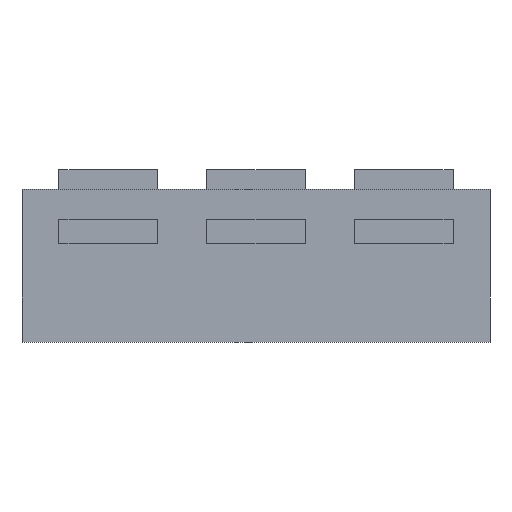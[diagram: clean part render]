
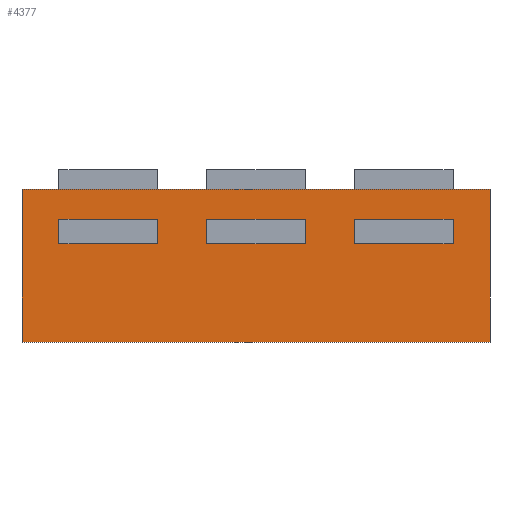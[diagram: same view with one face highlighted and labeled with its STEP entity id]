
A CAD part, front view. The second image highlights one B-rep face of the part: STEP entity #4377.
In plain terms, the highlighted planar face has unit normal (0, -1, 0).
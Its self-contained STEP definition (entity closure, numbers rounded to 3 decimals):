
#32 = VERTEX_POINT ( 'NONE', #6057 ) ;
#45 = ORIENTED_EDGE ( 'NONE', *, *, #3431, .T. ) ;
#58 = CARTESIAN_POINT ( 'NONE',  ( -0.475, -0.525, 0.155 ) ) ;
#79 = VERTEX_POINT ( 'NONE', #5516 ) ;
#119 = EDGE_CURVE ( 'NONE', #32, #2160, #6645, .T. ) ;
#219 = DIRECTION ( 'NONE',  ( 0., 0., 1. ) ) ;
#292 = DIRECTION ( 'NONE',  ( 0., 0., -1. ) ) ;
#505 = CARTESIAN_POINT ( 'NONE',  ( -0.1, -0.525, 0.045 ) ) ;
#522 = FACE_BOUND ( 'NONE', #6439, .T. ) ;
#636 = VECTOR ( 'NONE', #6085, 1000. ) ;
#662 = PLANE ( 'NONE',  #5077 ) ;
#727 = ORIENTED_EDGE ( 'NONE', *, *, #5919, .T. ) ;
#757 = DIRECTION ( 'NONE',  ( 0., 0., -1. ) ) ;
#794 = VERTEX_POINT ( 'NONE', #6447 ) ;
#894 = DIRECTION ( 'NONE',  ( 1., 0., 0. ) ) ;
#942 = CARTESIAN_POINT ( 'NONE',  ( 0.475, -0.525, 0.155 ) ) ;
#954 = CARTESIAN_POINT ( 'NONE',  ( 0.2, -0.525, 0.095 ) ) ;
#1012 = EDGE_CURVE ( 'NONE', #2160, #3094, #1993, .T. ) ;
#1043 = ORIENTED_EDGE ( 'NONE', *, *, #1012, .T. ) ;
#1070 = VERTEX_POINT ( 'NONE', #1547 ) ;
#1131 = EDGE_CURVE ( 'NONE', #2782, #794, #3383, .T. ) ;
#1149 = DIRECTION ( 'NONE',  ( 1., 0., 0. ) ) ;
#1215 = VECTOR ( 'NONE', #219, 1000. ) ;
#1236 = CARTESIAN_POINT ( 'NONE',  ( 0.2, -0.525, 0.045 ) ) ;
#1237 = VERTEX_POINT ( 'NONE', #2128 ) ;
#1281 = LINE ( 'NONE', #3953, #636 ) ;
#1304 = ORIENTED_EDGE ( 'NONE', *, *, #3052, .F. ) ;
#1382 = EDGE_LOOP ( 'NONE', ( #2527, #3825, #1304, #3251 ) ) ;
#1404 = CARTESIAN_POINT ( 'NONE',  ( -0.4, -0.525, 0.045 ) ) ;
#1407 = VECTOR ( 'NONE', #4381, 1000. ) ;
#1457 = CARTESIAN_POINT ( 'NONE',  ( -0.1, -0.525, 0.095 ) ) ;
#1547 = CARTESIAN_POINT ( 'NONE',  ( -0.4, -0.525, 0.095 ) ) ;
#1558 = CARTESIAN_POINT ( 'NONE',  ( -0.475, -0.525, 0.155 ) ) ;
#1582 = EDGE_LOOP ( 'NONE', ( #3407, #2996, #4723, #4371 ) ) ;
#1654 = LINE ( 'NONE', #5745, #2881 ) ;
#1750 = VERTEX_POINT ( 'NONE', #4119 ) ;
#1765 = CARTESIAN_POINT ( 'NONE',  ( -0.1, -0.525, 0.045 ) ) ;
#1980 = EDGE_CURVE ( 'NONE', #3176, #3803, #3836, .T. ) ;
#1993 = LINE ( 'NONE', #1457, #5643 ) ;
#2011 = CARTESIAN_POINT ( 'NONE',  ( -0.2, -0.525, 0.045 ) ) ;
#2034 = VECTOR ( 'NONE', #2189, 1000. ) ;
#2085 = VECTOR ( 'NONE', #6152, 1000. ) ;
#2104 = VECTOR ( 'NONE', #6676, 1000. ) ;
#2117 = CARTESIAN_POINT ( 'NONE',  ( -0.4, -0.525, 0.095 ) ) ;
#2120 = EDGE_CURVE ( 'NONE', #1750, #5095, #1281, .T. ) ;
#2128 = CARTESIAN_POINT ( 'NONE',  ( 0.1, -0.525, 0.045 ) ) ;
#2140 = CARTESIAN_POINT ( 'NONE',  ( -0.475, -0.525, 0.155 ) ) ;
#2160 = VERTEX_POINT ( 'NONE', #2446 ) ;
#2189 = DIRECTION ( 'NONE',  ( 1., 0., 0. ) ) ;
#2224 = VECTOR ( 'NONE', #5385, 1000. ) ;
#2267 = LINE ( 'NONE', #1236, #1215 ) ;
#2385 = LINE ( 'NONE', #1765, #2224 ) ;
#2446 = CARTESIAN_POINT ( 'NONE',  ( -0.1, -0.525, 0.095 ) ) ;
#2527 = ORIENTED_EDGE ( 'NONE', *, *, #2120, .T. ) ;
#2538 = ORIENTED_EDGE ( 'NONE', *, *, #119, .T. ) ;
#2541 = DIRECTION ( 'NONE',  ( 0., 0., 1. ) ) ;
#2681 = ORIENTED_EDGE ( 'NONE', *, *, #1131, .T. ) ;
#2782 = VERTEX_POINT ( 'NONE', #2921 ) ;
#2783 = EDGE_LOOP ( 'NONE', ( #2538, #1043, #6134, #727 ) ) ;
#2881 = VECTOR ( 'NONE', #4207, 1000. ) ;
#2921 = CARTESIAN_POINT ( 'NONE',  ( 0.4, -0.525, 0.045 ) ) ;
#2996 = ORIENTED_EDGE ( 'NONE', *, *, #4385, .T. ) ;
#3052 = EDGE_CURVE ( 'NONE', #5239, #4218, #5457, .T. ) ;
#3094 = VERTEX_POINT ( 'NONE', #4282 ) ;
#3176 = VERTEX_POINT ( 'NONE', #4064 ) ;
#3185 = EDGE_CURVE ( 'NONE', #4218, #5095, #3659, .T. ) ;
#3251 = ORIENTED_EDGE ( 'NONE', *, *, #4997, .T. ) ;
#3359 = VECTOR ( 'NONE', #757, 1000. ) ;
#3383 = LINE ( 'NONE', #4624, #4830 ) ;
#3407 = ORIENTED_EDGE ( 'NONE', *, *, #6552, .T. ) ;
#3431 = EDGE_CURVE ( 'NONE', #794, #79, #2267, .T. ) ;
#3490 = LINE ( 'NONE', #954, #2104 ) ;
#3659 = LINE ( 'NONE', #942, #5036 ) ;
#3662 = ORIENTED_EDGE ( 'NONE', *, *, #6237, .T. ) ;
#3712 = DIRECTION ( 'NONE',  ( 0., 0., 1. ) ) ;
#3760 = FACE_BOUND ( 'NONE', #2783, .T. ) ;
#3771 = EDGE_CURVE ( 'NONE', #79, #5591, #3490, .T. ) ;
#3803 = VERTEX_POINT ( 'NONE', #2011 ) ;
#3825 = ORIENTED_EDGE ( 'NONE', *, *, #3185, .F. ) ;
#3836 = LINE ( 'NONE', #5903, #3359 ) ;
#3890 = CARTESIAN_POINT ( 'NONE',  ( -0.475, -0.525, 0.155 ) ) ;
#3953 = CARTESIAN_POINT ( 'NONE',  ( -0.475, -0.525, -0.155 ) ) ;
#4064 = CARTESIAN_POINT ( 'NONE',  ( -0.2, -0.525, 0.095 ) ) ;
#4119 = CARTESIAN_POINT ( 'NONE',  ( -0.475, -0.525, -0.155 ) ) ;
#4148 = LINE ( 'NONE', #3890, #4704 ) ;
#4155 = DIRECTION ( 'NONE',  ( -1., 0., 0. ) ) ;
#4207 = DIRECTION ( 'NONE',  ( 0., 0., -1. ) ) ;
#4218 = VERTEX_POINT ( 'NONE', #4659 ) ;
#4282 = CARTESIAN_POINT ( 'NONE',  ( 0.1, -0.525, 0.095 ) ) ;
#4301 = VERTEX_POINT ( 'NONE', #1404 ) ;
#4371 = ORIENTED_EDGE ( 'NONE', *, *, #4662, .T. ) ;
#4377 = ADVANCED_FACE ( 'NONE', ( #3760, #4650, #522, #4813 ), #662, .F. ) ;
#4381 = DIRECTION ( 'NONE',  ( 0., 0., -1. ) ) ;
#4385 = EDGE_CURVE ( 'NONE', #1070, #3176, #6612, .T. ) ;
#4584 = DIRECTION ( 'NONE',  ( 0., 0., -1. ) ) ;
#4624 = CARTESIAN_POINT ( 'NONE',  ( 0.2, -0.525, 0.045 ) ) ;
#4650 = FACE_OUTER_BOUND ( 'NONE', #1382, .T. ) ;
#4651 = CARTESIAN_POINT ( 'NONE',  ( -0.4, -0.525, 0.045 ) ) ;
#4659 = CARTESIAN_POINT ( 'NONE',  ( 0.475, -0.525, 0.155 ) ) ;
#4662 = EDGE_CURVE ( 'NONE', #3803, #4301, #5536, .T. ) ;
#4704 = VECTOR ( 'NONE', #292, 1000. ) ;
#4723 = ORIENTED_EDGE ( 'NONE', *, *, #1980, .T. ) ;
#4748 = DIRECTION ( 'NONE',  ( -1., 0., 0. ) ) ;
#4800 = VECTOR ( 'NONE', #2541, 1000. ) ;
#4813 = FACE_BOUND ( 'NONE', #1582, .T. ) ;
#4830 = VECTOR ( 'NONE', #4155, 1000. ) ;
#4997 = EDGE_CURVE ( 'NONE', #5239, #1750, #4148, .T. ) ;
#5036 = VECTOR ( 'NONE', #4584, 1000. ) ;
#5077 = AXIS2_PLACEMENT_3D ( 'NONE', #2140, #5772, #3712 ) ;
#5095 = VERTEX_POINT ( 'NONE', #5550 ) ;
#5215 = VECTOR ( 'NONE', #1149, 1000. ) ;
#5239 = VERTEX_POINT ( 'NONE', #1558 ) ;
#5295 = EDGE_CURVE ( 'NONE', #3094, #1237, #1654, .T. ) ;
#5328 = CARTESIAN_POINT ( 'NONE',  ( -0.4, -0.525, 0.045 ) ) ;
#5385 = DIRECTION ( 'NONE',  ( -1., 0., 0. ) ) ;
#5457 = LINE ( 'NONE', #58, #2034 ) ;
#5516 = CARTESIAN_POINT ( 'NONE',  ( 0.2, -0.525, 0.095 ) ) ;
#5536 = LINE ( 'NONE', #5328, #6449 ) ;
#5544 = LINE ( 'NONE', #5987, #1407 ) ;
#5550 = CARTESIAN_POINT ( 'NONE',  ( 0.475, -0.525, -0.155 ) ) ;
#5591 = VERTEX_POINT ( 'NONE', #5921 ) ;
#5643 = VECTOR ( 'NONE', #894, 1000. ) ;
#5745 = CARTESIAN_POINT ( 'NONE',  ( 0.1, -0.525, 0.045 ) ) ;
#5772 = DIRECTION ( 'NONE',  ( 0., 1., 0. ) ) ;
#5903 = CARTESIAN_POINT ( 'NONE',  ( -0.2, -0.525, 0.045 ) ) ;
#5919 = EDGE_CURVE ( 'NONE', #1237, #32, #2385, .T. ) ;
#5921 = CARTESIAN_POINT ( 'NONE',  ( 0.4, -0.525, 0.095 ) ) ;
#5987 = CARTESIAN_POINT ( 'NONE',  ( 0.4, -0.525, 0.045 ) ) ;
#6057 = CARTESIAN_POINT ( 'NONE',  ( -0.1, -0.525, 0.045 ) ) ;
#6085 = DIRECTION ( 'NONE',  ( 1., 0., 0. ) ) ;
#6134 = ORIENTED_EDGE ( 'NONE', *, *, #5295, .T. ) ;
#6152 = DIRECTION ( 'NONE',  ( 0., 0., 1. ) ) ;
#6208 = LINE ( 'NONE', #4651, #4800 ) ;
#6237 = EDGE_CURVE ( 'NONE', #5591, #2782, #5544, .T. ) ;
#6439 = EDGE_LOOP ( 'NONE', ( #45, #6647, #3662, #2681 ) ) ;
#6447 = CARTESIAN_POINT ( 'NONE',  ( 0.2, -0.525, 0.045 ) ) ;
#6449 = VECTOR ( 'NONE', #4748, 1000. ) ;
#6552 = EDGE_CURVE ( 'NONE', #4301, #1070, #6208, .T. ) ;
#6612 = LINE ( 'NONE', #2117, #5215 ) ;
#6645 = LINE ( 'NONE', #505, #2085 ) ;
#6647 = ORIENTED_EDGE ( 'NONE', *, *, #3771, .T. ) ;
#6676 = DIRECTION ( 'NONE',  ( 1., 0., 0. ) ) ;
